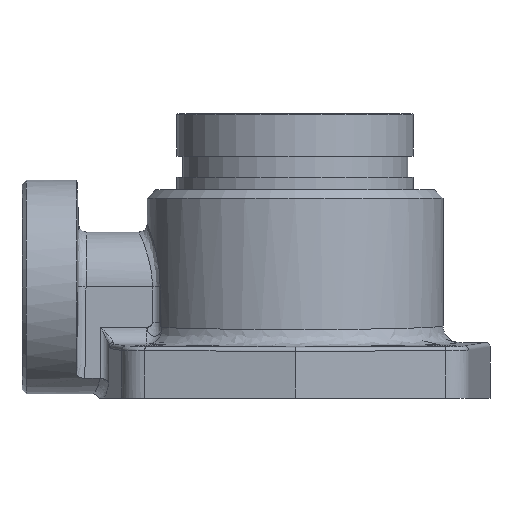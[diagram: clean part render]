
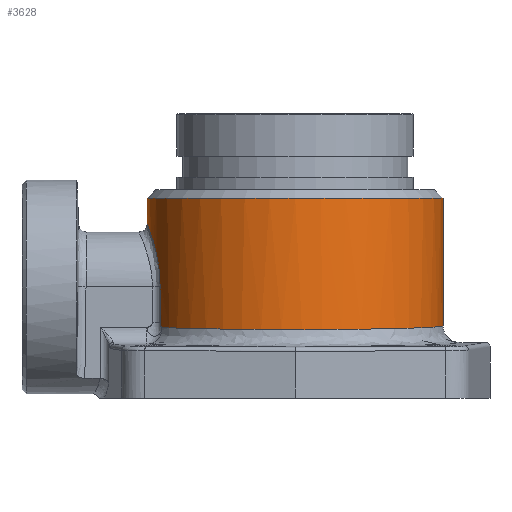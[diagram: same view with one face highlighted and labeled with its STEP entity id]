
A CAD part, left-side view. The second image highlights one B-rep face of the part: STEP entity #3628.
In plain terms, the highlighted cylindrical face has radius 55.562 mm (diameter 111.125 mm), a partial arc.
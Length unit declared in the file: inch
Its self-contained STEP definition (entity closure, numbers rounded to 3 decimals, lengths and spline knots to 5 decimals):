
#537=DIRECTION('',(0.,0.,-1.));
#538=VECTOR('',#537,0.37496);
#539=CARTESIAN_POINT('',(0.,2.1875,3.1085));
#540=LINE('',#539,#538);
#546=DIRECTION('',(0.,0.,-1.));
#547=VECTOR('',#546,1.88678);
#548=CARTESIAN_POINT('',(0.,-2.1875,3.1085));
#549=LINE('',#548,#547);
#1047=CARTESIAN_POINT('',(0.,2.1875,2.73354));
#1048=CARTESIAN_POINT('',(-0.02507,2.1875,
2.73354));
#1049=CARTESIAN_POINT('',(-0.07705,2.18663,
2.73122));
#1050=CARTESIAN_POINT('',(-0.15976,2.18222,
2.7197));
#1051=CARTESIAN_POINT('',(-0.24923,2.17393,
2.69764));
#1052=CARTESIAN_POINT('',(-0.34562,2.16081,
2.66188));
#1053=CARTESIAN_POINT('',(-0.44821,2.14198,
2.60828));
#1054=CARTESIAN_POINT('',(-0.55438,2.11706,
2.53246));
#1055=CARTESIAN_POINT('',(-0.66005,2.08644,
2.42873));
#1056=CARTESIAN_POINT('',(-0.75117,2.05506,
2.30243));
#1057=CARTESIAN_POINT('',(-0.81793,2.02911,
2.1681));
#1058=CARTESIAN_POINT('',(-0.86124,2.01092,
2.03315));
#1059=CARTESIAN_POINT('',(-0.88325,2.00127,
1.90521));
#1060=CARTESIAN_POINT('',(-0.88682,1.99968,
1.83093));
#1061=CARTESIAN_POINT('',(-0.88682,1.99967,
1.796));
#1079=CARTESIAN_POINT('',(-0.95351,1.96875,
1.1976));
#1080=CARTESIAN_POINT('',(-0.92079,1.9846,
1.19906));
#1081=CARTESIAN_POINT('',(-0.88682,1.99967,
1.23866));
#1082=CARTESIAN_POINT('',(-0.88682,1.99967,
1.27513));
#1093=CARTESIAN_POINT('',(0.,0.,3.1085));
#1094=DIRECTION('',(0.,0.,-1.));
#1095=DIRECTION('',(0.,-1.,0.));
#1096=AXIS2_PLACEMENT_3D('',#1093,#1094,#1095);
#1130=CARTESIAN_POINT('',(0.,-2.1875,
1.22172));
#1131=CARTESIAN_POINT('',(-0.10056,-2.1875,
1.21917));
#1132=CARTESIAN_POINT('',(-0.30312,-2.17364,
1.21405));
#1133=CARTESIAN_POINT('',(-0.60624,-2.10948,
1.20639));
#1134=CARTESIAN_POINT('',(-0.89949,-2.00216,
1.19897));
#1135=CARTESIAN_POINT('',(-1.17472,-1.85406,
1.19201));
#1136=CARTESIAN_POINT('',(-1.42462,-1.66961,
1.18569));
#1137=CARTESIAN_POINT('',(-1.64566,-1.45224,
1.1801));
#1138=CARTESIAN_POINT('',(-1.83434,-1.20523,
1.17533));
#1139=CARTESIAN_POINT('',(-1.98631,-0.93376,
1.17149));
#1140=CARTESIAN_POINT('',(-2.09828,-0.64382,
1.16866));
#1141=CARTESIAN_POINT('',(-2.16816,-0.3411,
1.16689));
#1142=CARTESIAN_POINT('',(-2.19461,-0.03143,
1.16622));
#1143=CARTESIAN_POINT('',(-2.17704,0.27889,
1.16667));
#1144=CARTESIAN_POINT('',(-2.11585,0.5835,
1.16821));
#1145=CARTESIAN_POINT('',(-2.01224,0.87647,
1.17083));
#1146=CARTESIAN_POINT('',(-1.86813,1.15217,1.17448));
#1147=CARTESIAN_POINT('',(-1.68653,1.40458,1.17907));
#1148=CARTESIAN_POINT('',(-1.47174,1.62822,1.1845));
#1149=CARTESIAN_POINT('',(-1.22735,1.81961,1.19068));
#1150=CARTESIAN_POINT('',(-1.0471,1.92342,1.19524));
#1151=CARTESIAN_POINT('',(-0.95351,1.96875,
1.1976));
#1163=CARTESIAN_POINT('',(0.,-2.1875,
1.22172));
#1581=DIRECTION('',(0.,0.,-1.));
#1582=VECTOR('',#1581,0.52087);
#1583=CARTESIAN_POINT('',(-0.88682,1.99967,
1.796));
#1584=LINE('',#1583,#1582);
#1759=CARTESIAN_POINT('',(-0.88682,1.99967,
1.796));
#1760=VERTEX_POINT('',#1759);
#1764=VERTEX_POINT('',#1079);
#1765=VERTEX_POINT('',#1082);
#1797=CARTESIAN_POINT('',(0.,2.1875,
2.73351));
#1799=VERTEX_POINT('',#1797);
#1801=VERTEX_POINT('',#1163);
#1955=CARTESIAN_POINT('',(0.,-2.1875,3.1085));
#1956=CARTESIAN_POINT('',(0.,2.1875,3.1085));
#1957=VERTEX_POINT('',#1955);
#1958=VERTEX_POINT('',#1956);
#3610=CARTESIAN_POINT('',(0.,0.,0.));
#3611=DIRECTION('',(0.,0.,-1.));
#3612=DIRECTION('',(-1.,0.,0.));
#3613=AXIS2_PLACEMENT_3D('',#3610,#3611,#3612);
#3614=CYLINDRICAL_SURFACE('',#3613,2.1875);
#3616=ORIENTED_EDGE('',*,*,#3615,.F.);
#3617=ORIENTED_EDGE('',*,*,#2743,.T.);
#3619=ORIENTED_EDGE('',*,*,#3618,.T.);
#3621=ORIENTED_EDGE('',*,*,#3620,.T.);
#3623=ORIENTED_EDGE('',*,*,#3622,.F.);
#3624=ORIENTED_EDGE('',*,*,#3602,.F.);
#3625=ORIENTED_EDGE('',*,*,#2734,.F.);
#3626=EDGE_LOOP('',(#3616,#3617,#3619,#3621,#3623,#3624,#3625));
#3627=FACE_OUTER_BOUND('',#3626,.F.);
#3628=ADVANCED_FACE('',(#3627),#3614,.T.);
#1062=B_SPLINE_CURVE_WITH_KNOTS('',3,(#1047,#1048,#1049,#1050,#1051,#1052,#1053,
#1054,#1055,#1056,#1057,#1058,#1059,#1060,#1061),.UNSPECIFIED.,.F.,.F.,(4,1,1,1,
1,1,1,1,1,1,1,1,4),(0.,0.08333,0.16667,0.25,
0.33333,0.41667,0.5,0.58333,0.66667,
0.75,0.83333,0.91667,1.),.UNSPECIFIED.);
#1083=B_SPLINE_CURVE_WITH_KNOTS('',3,(#1079,#1080,#1081,#1082),.UNSPECIFIED.,
.F.,.F.,(4,4),(0.,1.),.UNSPECIFIED.);
#1097=CIRCLE('',#1096,2.1875);
#1152=B_SPLINE_CURVE_WITH_KNOTS('',3,(#1130,#1131,#1132,#1133,#1134,#1135,#1136,
#1137,#1138,#1139,#1140,#1141,#1142,#1143,#1144,#1145,#1146,#1147,#1148,#1149,
#1150,#1151),.UNSPECIFIED.,.F.,.F.,(4,1,1,1,1,1,1,1,1,1,1,1,1,1,1,1,1,1,1,4),(
0.,0.05263,0.10526,0.15789,0.21053,
0.26316,0.31579,0.36842,0.42105,
0.47368,0.52632,0.57895,0.63158,
0.68421,0.73684,0.78947,0.84211,
0.89474,0.94737,1.),.UNSPECIFIED.);
#2734=EDGE_CURVE('',#1958,#1799,#540,.T.);
#2743=EDGE_CURVE('',#1957,#1801,#549,.T.);
#3602=EDGE_CURVE('',#1799,#1760,#1062,.T.);
#3615=EDGE_CURVE('',#1957,#1958,#1097,.T.);
#3618=EDGE_CURVE('',#1801,#1764,#1152,.T.);
#3620=EDGE_CURVE('',#1764,#1765,#1083,.T.);
#3622=EDGE_CURVE('',#1760,#1765,#1584,.T.);
